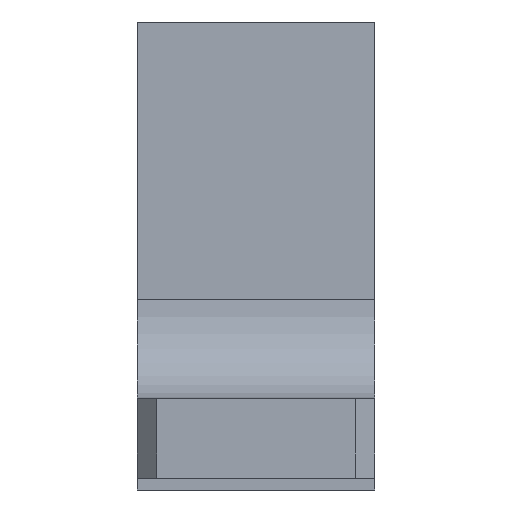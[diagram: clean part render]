
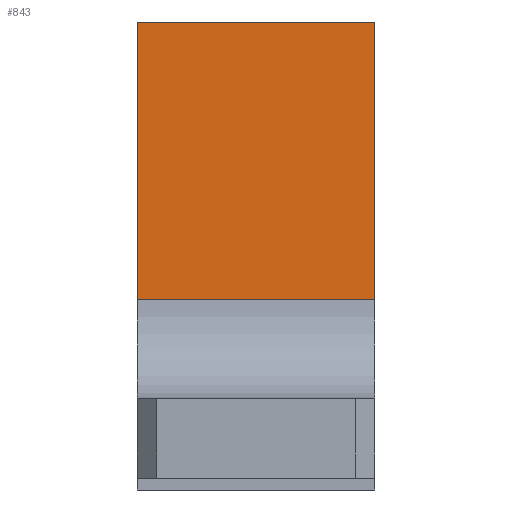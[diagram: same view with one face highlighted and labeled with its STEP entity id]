
A CAD part, front view. The second image highlights one B-rep face of the part: STEP entity #843.
In plain terms, the highlighted planar face has unit normal (0, -1, 0).
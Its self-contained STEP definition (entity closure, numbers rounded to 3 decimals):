
#12 = DIRECTION ( 'NONE',  ( 0., 0., 1. ) ) ;
#63 = DIRECTION ( 'NONE',  ( -1., 0., 0. ) ) ;
#64 = DIRECTION ( 'NONE',  ( 1., 0., 0. ) ) ;
#91 = LINE ( 'NONE', #612, #886 ) ;
#130 = EDGE_CURVE ( 'NONE', #299, #584, #497, .T. ) ;
#136 = ORIENTED_EDGE ( 'NONE', *, *, #724, .F. ) ;
#169 = CARTESIAN_POINT ( 'NONE',  ( -6., -4., 11.5 ) ) ;
#190 = ORIENTED_EDGE ( 'NONE', *, *, #130, .T. ) ;
#196 = VECTOR ( 'NONE', #64, 1000. ) ;
#213 = CARTESIAN_POINT ( 'NONE',  ( 6., -4., -2.5 ) ) ;
#214 = PLANE ( 'NONE',  #798 ) ;
#234 = ORIENTED_EDGE ( 'NONE', *, *, #809, .T. ) ;
#257 = DIRECTION ( 'NONE',  ( 0., 0., -1. ) ) ;
#278 = CARTESIAN_POINT ( 'NONE',  ( 6., -4., 11.5 ) ) ;
#279 = LINE ( 'NONE', #169, #660 ) ;
#299 = VERTEX_POINT ( 'NONE', #800 ) ;
#350 = ORIENTED_EDGE ( 'NONE', *, *, #413, .T. ) ;
#413 = EDGE_CURVE ( 'NONE', #628, #299, #279, .T. ) ;
#417 = LINE ( 'NONE', #486, #468 ) ;
#468 = VECTOR ( 'NONE', #63, 1000. ) ;
#486 = CARTESIAN_POINT ( 'NONE',  ( 6., -4., 11.5 ) ) ;
#497 = LINE ( 'NONE', #213, #196 ) ;
#543 = CARTESIAN_POINT ( 'NONE',  ( -6., -4., 11.5 ) ) ;
#584 = VERTEX_POINT ( 'NONE', #675 ) ;
#612 = CARTESIAN_POINT ( 'NONE',  ( 6., -4., 11.5 ) ) ;
#628 = VERTEX_POINT ( 'NONE', #543 ) ;
#658 = DIRECTION ( 'NONE',  ( 0., 0., -1. ) ) ;
#660 = VECTOR ( 'NONE', #658, 1000. ) ;
#675 = CARTESIAN_POINT ( 'NONE',  ( 6., -4., -2.5 ) ) ;
#715 = FACE_OUTER_BOUND ( 'NONE', #859, .T. ) ;
#724 = EDGE_CURVE ( 'NONE', #901, #584, #91, .T. ) ;
#789 = CARTESIAN_POINT ( 'NONE',  ( 6., -4., 11.5 ) ) ;
#798 = AXIS2_PLACEMENT_3D ( 'NONE', #278, #846, #12 ) ;
#800 = CARTESIAN_POINT ( 'NONE',  ( -6., -4., -2.5 ) ) ;
#809 = EDGE_CURVE ( 'NONE', #901, #628, #417, .T. ) ;
#843 = ADVANCED_FACE ( 'NONE', ( #715 ), #214, .F. ) ;
#846 = DIRECTION ( 'NONE',  ( 0., 1., 0. ) ) ;
#859 = EDGE_LOOP ( 'NONE', ( #350, #190, #136, #234 ) ) ;
#886 = VECTOR ( 'NONE', #257, 1000. ) ;
#901 = VERTEX_POINT ( 'NONE', #789 ) ;
